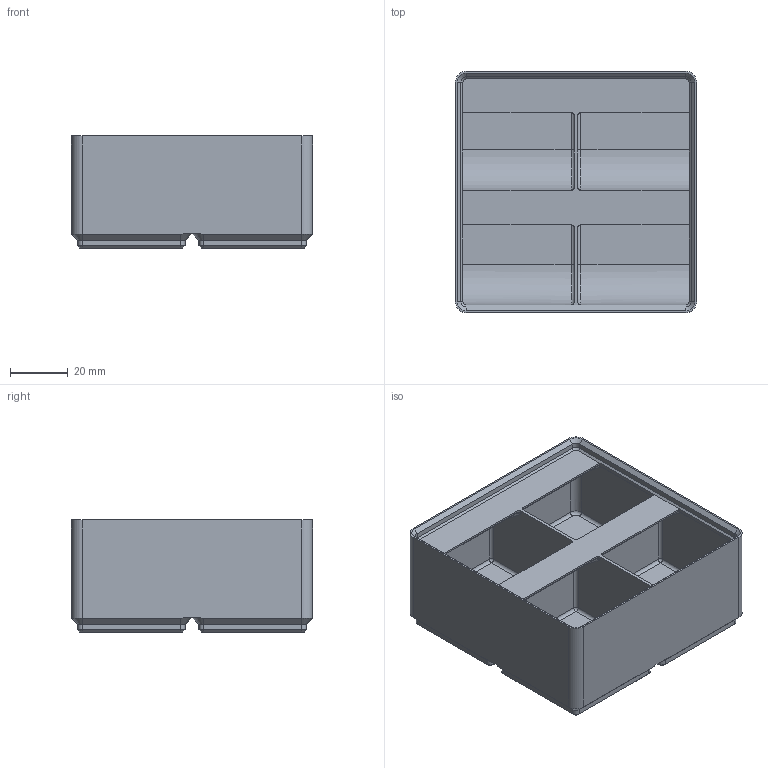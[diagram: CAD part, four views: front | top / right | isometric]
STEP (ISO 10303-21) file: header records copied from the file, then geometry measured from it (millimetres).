
FILE_DESCRIPTION(/* description */ ('Model of gf_box_2x2x5_div1x1_holes_scoops_labels'),/* implementation_level */ '2;1');
FILE_NAME(/* name */ 'gf_box_2x2x5_div1x1_holes_scoops_labels.step',/* time_stamp */ '2025-11-26T11:53:28',/* author */ ('',''),/* organization */ (''),/* preprocessor_version */ 'Open CASCADE STEP processor 7.7.2.0',/* originating_system */ 'python-cadquery',/* authorization */ '');
FILE_SCHEMA(('AUTOMOTIVE_DESIGN { 1 0 10303 214 1 1 1 1 }'));
Length unit declared in the file: millimetre
Products named in the file (1): gf_box_2x2x5_div1x1_holes_scoops_labels
Bounding box: 83.5 x 83.5 x 38.8 mm (x, y, z)
Volume: 79591.4 mm3; surface area: 47660.4 mm2
Topology: 1 solids, 1 shells, 331 faces, 710 edges, 402 vertices
Faces by surface type: plane 143, cylinder 112, cone 42, torus 14, sphere 12, bspline 8
Full cylindrical faces by diameter (mm): 3 x16, 6.5 x16
Entity records: 8944 total; most frequent: CARTESIAN_POINT 1788, DIRECTION 1594, ORIENTED_EDGE 1396, EDGE_CURVE 698, AXIS2_PLACEMENT_3D 598, VERTEX_POINT 402, LINE 398, VECTOR 398
